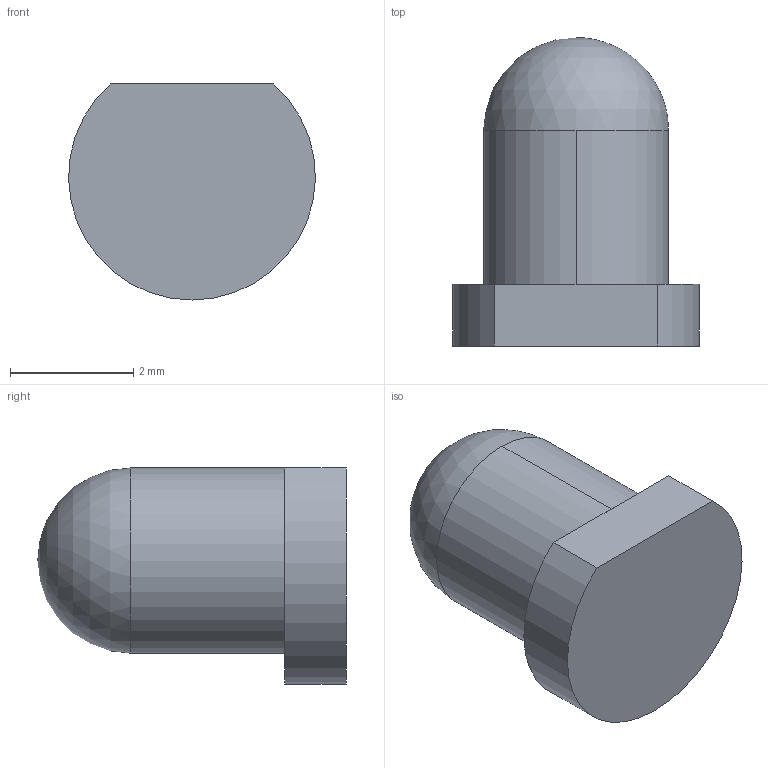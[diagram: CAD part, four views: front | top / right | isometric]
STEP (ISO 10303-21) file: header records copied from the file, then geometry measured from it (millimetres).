
FILE_DESCRIPTION (( 'STEP AP214' ), '1' );
FILE_NAME ('LED3.STEP', '2011-03-08T08:51:49', ( 'Andrii Chaikovskyi' ), ( 'TNTU' ), 'SwSTEP 2.0', 'SolidWorks 2010', '' );
FILE_SCHEMA (( 'AUTOMOTIVE_DESIGN' ));
Length unit declared in the file: millimetre
Products named in the file (1): LED3
Bounding box: 4 x 5 x 3.5 mm (x, y, z)
Volume: 36.4 mm3; surface area: 66.3 mm2
Topology: 1 solids, 1 shells, 8 faces, 19 edges, 12 vertices
Faces by surface type: cylinder 4, plane 3, sphere 1
Entity records: 257 total; most frequent: DIRECTION 42, CARTESIAN_POINT 35, ORIENTED_EDGE 32, AXIS2_PLACEMENT_3D 17, EDGE_CURVE 16, VERTEX_POINT 10, EDGE_LOOP 8, ADVANCED_FACE 8
